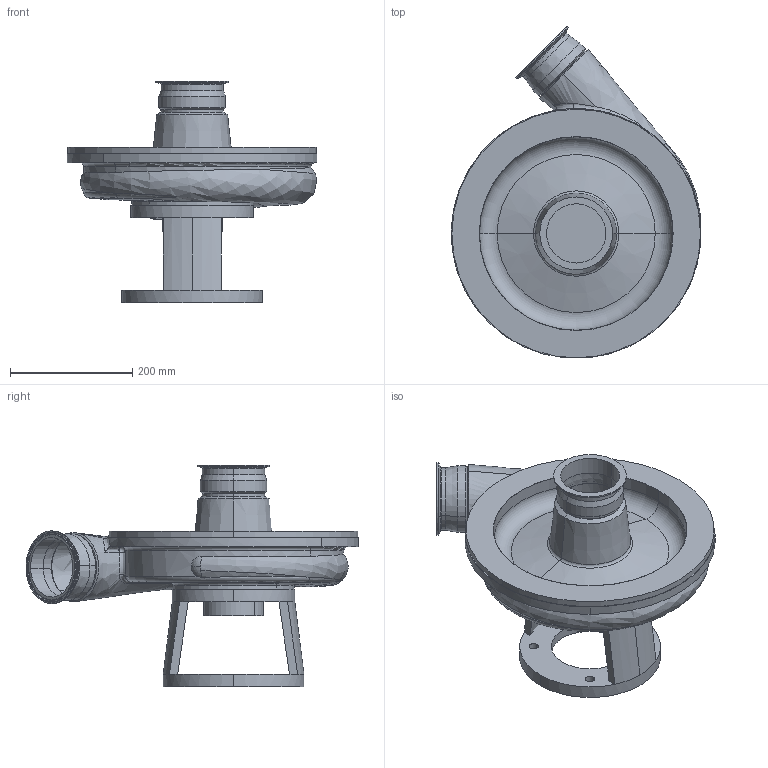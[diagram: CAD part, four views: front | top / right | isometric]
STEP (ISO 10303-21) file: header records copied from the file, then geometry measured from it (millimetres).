
FILE_DESCRIPTION (( 'STEP AP214' ), '1' );
FILE_NAME ('FPR 1051-1052 210-250TC 45L.STEP', '2023-01-06T17:20:14', ( '' ), ( '' ), 'SwSTEP 2.0', 'SolidWorks 2021', '' );
FILE_SCHEMA (( 'AUTOMOTIVE_DESIGN' ));
Length unit declared in the file: millimetre
Products named in the file (1): FPR 1051-1052 210-250TC 45L
Bounding box: 407.22 x 542.18 x 362.5 mm (x, y, z)
Volume: 8643781.2 mm3; surface area: 900122.1 mm2
Topology: 1 solids, 1 shells, 169 faces, 397 edges, 238 vertices
Faces by surface type: cylinder 56, cone 32, torus 29, plane 25, bspline 23, sphere 4
Entity records: 11335 total; most frequent: CARTESIAN_POINT 7517, DIRECTION 803, ORIENTED_EDGE 788, EDGE_CURVE 394, AXIS2_PLACEMENT_3D 353, VERTEX_POINT 236, CIRCLE 206, EDGE_LOOP 192
